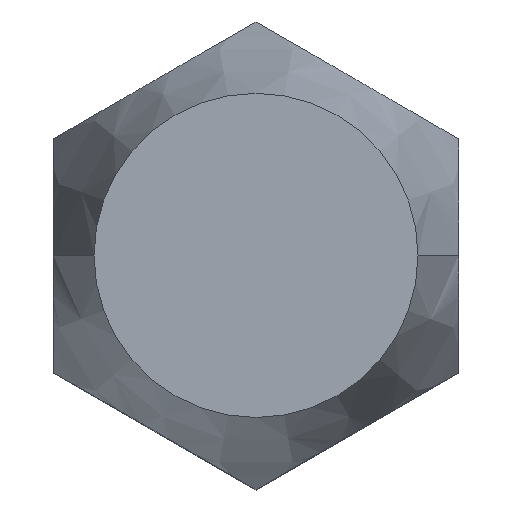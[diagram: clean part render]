
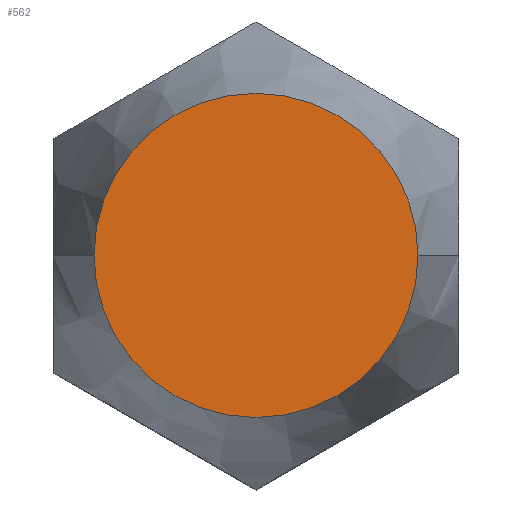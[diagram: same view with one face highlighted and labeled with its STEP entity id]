
A CAD part, top view. The second image highlights one B-rep face of the part: STEP entity #562.
In plain terms, the highlighted planar face has unit normal (0, 0, 1).
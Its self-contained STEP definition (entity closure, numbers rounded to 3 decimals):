
#4 = CIRCLE ( 'NONE', #235, 4. ) ;
#78 = AXIS2_PLACEMENT_3D ( 'NONE', #256, #131, #816 ) ;
#101 = ORIENTED_EDGE ( 'NONE', *, *, #377, .T. ) ;
#114 = VERTEX_POINT ( 'NONE', #379 ) ;
#131 = DIRECTION ( 'NONE',  ( 0., 0., 1. ) ) ;
#179 = CIRCLE ( 'NONE', #468, 4. ) ;
#235 = AXIS2_PLACEMENT_3D ( 'NONE', #464, #470, #724 ) ;
#256 = CARTESIAN_POINT ( 'NONE',  ( 0., 0., 10. ) ) ;
#267 = EDGE_LOOP ( 'NONE', ( #487, #101 ) ) ;
#316 = CARTESIAN_POINT ( 'NONE',  ( 0., 0., 10. ) ) ;
#327 = DIRECTION ( 'NONE',  ( 1., 0., 0. ) ) ;
#363 = CARTESIAN_POINT ( 'NONE',  ( -4., 0., 10. ) ) ;
#377 = EDGE_CURVE ( 'NONE', #114, #709, #4, .T. ) ;
#379 = CARTESIAN_POINT ( 'NONE',  ( 4., 0., 10. ) ) ;
#436 = EDGE_CURVE ( 'NONE', #709, #114, #179, .T. ) ;
#464 = CARTESIAN_POINT ( 'NONE',  ( 0., 0., 10. ) ) ;
#468 = AXIS2_PLACEMENT_3D ( 'NONE', #316, #571, #327 ) ;
#470 = DIRECTION ( 'NONE',  ( 0., 0., 1. ) ) ;
#487 = ORIENTED_EDGE ( 'NONE', *, *, #436, .T. ) ;
#562 = ADVANCED_FACE ( 'NONE', ( #637 ), #572, .T. ) ;
#571 = DIRECTION ( 'NONE',  ( 0., 0., 1. ) ) ;
#572 = PLANE ( 'NONE',  #78 ) ;
#637 = FACE_OUTER_BOUND ( 'NONE', #267, .T. ) ;
#709 = VERTEX_POINT ( 'NONE', #363 ) ;
#724 = DIRECTION ( 'NONE',  ( 1., 0., 0. ) ) ;
#816 = DIRECTION ( 'NONE',  ( 1., 0., 0. ) ) ;
